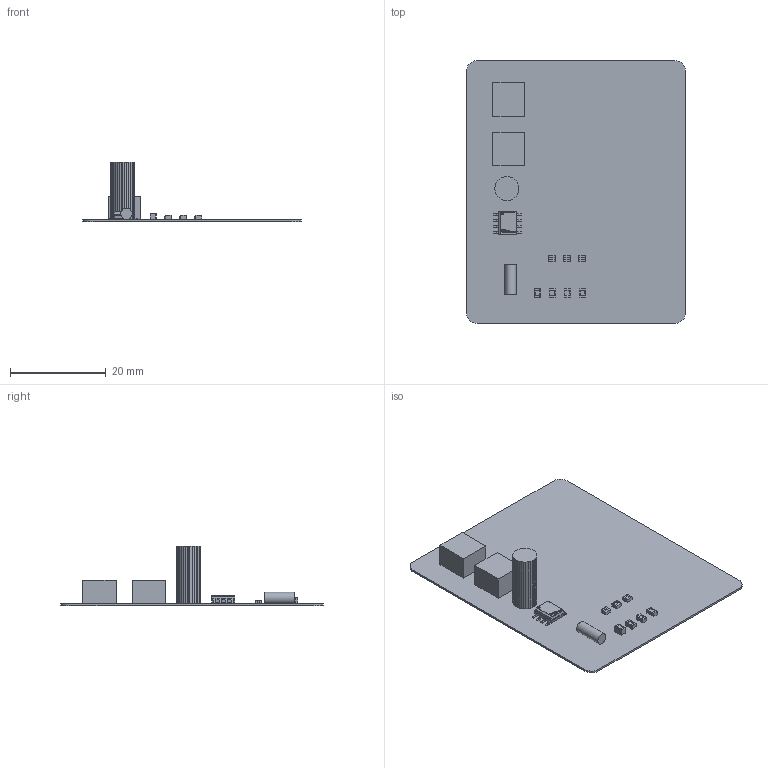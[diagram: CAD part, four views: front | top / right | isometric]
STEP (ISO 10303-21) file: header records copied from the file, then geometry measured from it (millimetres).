
FILE_DESCRIPTION(('Open CASCADE Model'),'2;1');
FILE_NAME('Open CASCADE Shape Model','2023-04-02T16:12:31',('Author'),( 'Open CASCADE'),'Open CASCADE STEP processor 6.8','Open CASCADE 6.8' ,'Unknown');
FILE_SCHEMA(('AUTOMOTIVE_DESIGN { 1 0 10303 214 1 1 1 1 }'));
Length unit declared in the file: millimetre
Products named in the file (40): PCB; Board; Open CASCADE STEP translator 6.8 2.1.1; 100k; 6480186640; Extruded; 10k; U1; IC_Texas_Instruments_ISO7220ADR_eec; IC_BODY; circle; IC_LEG; Texas_Instruments; IC_LEG_MIR8; R4; Res_Panasonic_ERJ-6ENF4751V_eec; Res_Panasonic_ERJ-6ENF4751V_eec_2877516653; Res_Panasonic_ERJ-6ENF4751V_eec_1945750678; R3; R2; R1; 6480190960; Cylinder; C5; Cap_Murata_GRM21BR61C106KE15K_eec; 1; 2; Murata_Logo_3; C4; 6480190240; C3; Cap_KEMET_C0805C472J3HAC_eec; C2; C1
Assembly tree (58 placements, depth 4):
  PCB
    Board
      Open CASCADE STEP translator 6.8 2.1.1
    100k
      6480186640
        Extruded
    10k
      6480186640
        Extruded
    U1
      IC_Texas_Instruments_ISO7220ADR_eec
        IC_BODY
        circle
        IC_LEG  x4
        Texas_Instruments
        IC_LEG_MIR8  x4
    R4
      Res_Panasonic_ERJ-6ENF4751V_eec
        Extruded
      Res_Panasonic_ERJ-6ENF4751V_eec_2877516653
        Extruded
      Res_Panasonic_ERJ-6ENF4751V_eec_1945750678
        Extruded
    R3
      Res_Panasonic_ERJ-6ENF4751V_eec
        Extruded
      Res_Panasonic_ERJ-6ENF4751V_eec_2877516653
        Extruded
      Res_Panasonic_ERJ-6ENF4751V_eec_1945750678
        Extruded
    R2
      Res_Panasonic_ERJ-6ENF4751V_eec
        Extruded
      Res_Panasonic_ERJ-6ENF4751V_eec_2877516653
        Extruded
      Res_Panasonic_ERJ-6ENF4751V_eec_1945750678
        Extruded
    R1
      6480190960
        Cylinder
    C5
      Cap_Murata_GRM21BR61C106KE15K_eec
        1
        2
        Murata_Logo_3
    C4
      6480190240
        Extruded
    C3
      Cap_KEMET_C0805C472J3HAC_eec
      Cap_KEMET_C0805C472J3HAC_eec
      Cap_KEMET_C0805C472J3HAC_eec
    C2
      Cap_KEMET_C0805C472J3HAC_eec
      Cap_KEMET_C0805C472J3HAC_eec
      Cap_KEMET_C0805C472J3HAC_eec
    C1
      Cap_KEMET_C0805C472J3HAC_eec
      Cap_KEMET_C0805C472J3HAC_eec
      Cap_KEMET_C0805C472J3HAC_eec
Bounding box: 45.72 x 54.99 x 12.41 mm (x, y, z)
Volume: 1800.2 mm3; surface area: 6032.9 mm2
Topology: 64 solids, 64 shells, 1472 faces, 5941 edges, 6609 vertices
Faces by surface type: plane 614, bspline 529, cylinder 256, sphere 73
Full cylindrical faces by diameter (mm): 0.4 x1, 2.4 x1
Entity records: 37765 total; most frequent: CARTESIAN_POINT 12121, ORIENTED_EDGE 5166, DIRECTION 3786, EDGE_CURVE 2583, VERTEX_POINT 1681, LINE 1546, VECTOR 1546, B_SPLINE_CURVE_WITH_KNOTS 1359
